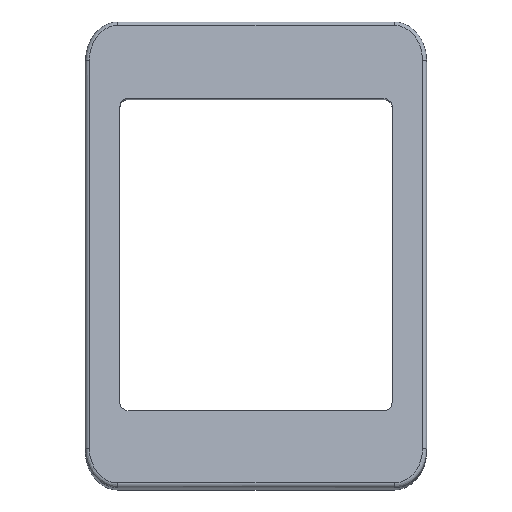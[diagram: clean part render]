
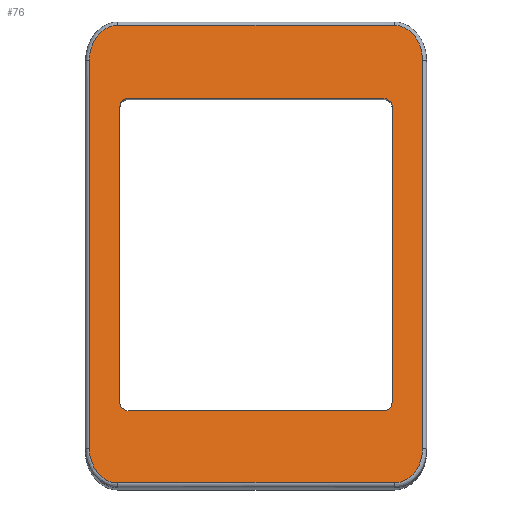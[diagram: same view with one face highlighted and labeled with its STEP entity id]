
A CAD part, left-side view. The second image highlights one B-rep face of the part: STEP entity #76.
In plain terms, the highlighted planar face has unit normal (-0.985, 0, 0.174).
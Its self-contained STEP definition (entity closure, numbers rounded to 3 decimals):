
#33=FACE_BOUND('',#230,.T.);
#76=ADVANCED_FACE('',(#148,#33),#1059,.T.);
#148=FACE_OUTER_BOUND('',#229,.T.);
#229=EDGE_LOOP('',(#468,#469,#470,#471,#472,#473,#474,#475));
#230=EDGE_LOOP('',(#476,#477,#478,#479,#480,#481,#482,#483));
#468=ORIENTED_EDGE('',*,*,#688,.F.);
#469=ORIENTED_EDGE('',*,*,#689,.T.);
#470=ORIENTED_EDGE('',*,*,#692,.F.);
#471=ORIENTED_EDGE('',*,*,#694,.T.);
#472=ORIENTED_EDGE('',*,*,#697,.F.);
#473=ORIENTED_EDGE('',*,*,#700,.T.);
#474=ORIENTED_EDGE('',*,*,#703,.F.);
#475=ORIENTED_EDGE('',*,*,#706,.T.);
#476=ORIENTED_EDGE('',*,*,#714,.T.);
#477=ORIENTED_EDGE('',*,*,#708,.T.);
#478=ORIENTED_EDGE('',*,*,#718,.T.);
#479=ORIENTED_EDGE('',*,*,#709,.T.);
#480=ORIENTED_EDGE('',*,*,#723,.T.);
#481=ORIENTED_EDGE('',*,*,#710,.T.);
#482=ORIENTED_EDGE('',*,*,#727,.T.);
#483=ORIENTED_EDGE('',*,*,#711,.T.);
#688=EDGE_CURVE('',#1014,#1013,#822,.T.);
#689=EDGE_CURVE('',#1014,#1015,#823,.T.);
#692=EDGE_CURVE('',#1016,#1015,#825,.T.);
#694=EDGE_CURVE('',#1016,#1017,#826,.T.);
#697=EDGE_CURVE('',#1019,#1017,#828,.T.);
#700=EDGE_CURVE('',#1019,#1020,#830,.T.);
#703=EDGE_CURVE('',#1023,#1020,#832,.T.);
#706=EDGE_CURVE('',#1023,#1013,#834,.T.);
#708=EDGE_CURVE('',#1024,#1025,#836,.T.);
#709=EDGE_CURVE('',#1026,#1027,#837,.T.);
#710=EDGE_CURVE('',#1028,#1029,#838,.T.);
#711=EDGE_CURVE('',#1030,#1031,#839,.T.);
#714=EDGE_CURVE('',#1031,#1024,#905,.T.);
#718=EDGE_CURVE('',#1025,#1026,#907,.T.);
#723=EDGE_CURVE('',#1027,#1028,#909,.T.);
#727=EDGE_CURVE('',#1029,#1030,#911,.T.);
#822=B_SPLINE_CURVE_WITH_KNOTS('',1,(#2600,#2601),.UNSPECIFIED.,.F.,.F.,
(2,2),(0.,97.045),.UNSPECIFIED.);
#823=B_SPLINE_CURVE_WITH_KNOTS('',3,(#2602,#2603,#2604,#2605,#2606,#2607,
#2608),.UNSPECIFIED.,.F.,.F.,(4,1,1,1,4),(-12.499,-7.142,
-3.571,-1.786,0.),.UNSPECIFIED.);
#825=B_SPLINE_CURVE_WITH_KNOTS('',1,(#2619,#2620),.UNSPECIFIED.,.F.,.F.,
(2,2),(0.,68.),.UNSPECIFIED.);
#826=B_SPLINE_CURVE_WITH_KNOTS('',3,(#2624,#2625,#2626,#2627,#2628,#2629,
#2630),.UNSPECIFIED.,.F.,.F.,(4,1,1,1,4),(-12.447,-8.891,
-7.113,-3.556,0.),.UNSPECIFIED.);
#828=B_SPLINE_CURVE_WITH_KNOTS('',1,(#2641,#2642),.UNSPECIFIED.,.F.,.F.,
(2,2),(0.,97.045),.UNSPECIFIED.);
#830=B_SPLINE_CURVE_WITH_KNOTS('',3,(#2648,#2649,#2650,#2651,#2652,#2653,
#2654,#2655),.UNSPECIFIED.,.F.,.F.,(4,1,1,1,1,4),(-12.558,-8.97,
-5.382,-3.588,-1.794,0.),.UNSPECIFIED.);
#832=B_SPLINE_CURVE_WITH_KNOTS('',1,(#2667,#2668),.UNSPECIFIED.,.F.,.F.,
(2,2),(0.,68.),.UNSPECIFIED.);
#834=B_SPLINE_CURVE_WITH_KNOTS('',3,(#2674,#2675,#2676,#2677,#2678,#2679,
#2680,#2681),.UNSPECIFIED.,.F.,.F.,(4,1,1,1,1,4),(-12.558,-10.764,
-8.97,-7.176,-3.588,0.),.UNSPECIFIED.);
#836=B_SPLINE_CURVE_WITH_KNOTS('',1,(#2690,#2691),.UNSPECIFIED.,.F.,.F.,
(2,2),(0.,63.),.UNSPECIFIED.);
#837=B_SPLINE_CURVE_WITH_KNOTS('',1,(#2692,#2693),.UNSPECIFIED.,.F.,.F.,
(2,2),(0.,74.),.UNSPECIFIED.);
#838=B_SPLINE_CURVE_WITH_KNOTS('',1,(#2694,#2695),.UNSPECIFIED.,.F.,.F.,
(2,2),(0.,63.),.UNSPECIFIED.);
#839=B_SPLINE_CURVE_WITH_KNOTS('',1,(#2696,#2697),.UNSPECIFIED.,.F.,.F.,
(2,2),(0.,74.),.UNSPECIFIED.);
#905=(
BOUNDED_CURVE()
B_SPLINE_CURVE(2,(#2703,#2704,#2705),.UNSPECIFIED.,.F.,.F.)
B_SPLINE_CURVE_WITH_KNOTS((3,3),(-3.142,0.),.UNSPECIFIED.)
CURVE()
GEOMETRIC_REPRESENTATION_ITEM()
RATIONAL_B_SPLINE_CURVE((1.,0.707,1.))
REPRESENTATION_ITEM('')
);
#907=(
BOUNDED_CURVE()
B_SPLINE_CURVE(2,(#2713,#2714,#2715),.UNSPECIFIED.,.F.,.F.)
B_SPLINE_CURVE_WITH_KNOTS((3,3),(-3.142,0.),.UNSPECIFIED.)
CURVE()
GEOMETRIC_REPRESENTATION_ITEM()
RATIONAL_B_SPLINE_CURVE((1.,0.707,1.))
REPRESENTATION_ITEM('')
);
#909=(
BOUNDED_CURVE()
B_SPLINE_CURVE(2,(#2725,#2726,#2727),.UNSPECIFIED.,.F.,.F.)
B_SPLINE_CURVE_WITH_KNOTS((3,3),(-3.142,0.),.UNSPECIFIED.)
CURVE()
GEOMETRIC_REPRESENTATION_ITEM()
RATIONAL_B_SPLINE_CURVE((1.,0.707,1.))
REPRESENTATION_ITEM('')
);
#911=(
BOUNDED_CURVE()
B_SPLINE_CURVE(2,(#2735,#2736,#2737),.UNSPECIFIED.,.F.,.F.)
B_SPLINE_CURVE_WITH_KNOTS((3,3),(-3.142,0.),.UNSPECIFIED.)
CURVE()
GEOMETRIC_REPRESENTATION_ITEM()
RATIONAL_B_SPLINE_CURVE((1.,0.707,1.))
REPRESENTATION_ITEM('')
);
#1013=VERTEX_POINT('',#2204);
#1014=VERTEX_POINT('',#2205);
#1015=VERTEX_POINT('',#2206);
#1016=VERTEX_POINT('',#2207);
#1017=VERTEX_POINT('',#2208);
#1019=VERTEX_POINT('',#2210);
#1020=VERTEX_POINT('',#2211);
#1023=VERTEX_POINT('',#2214);
#1024=VERTEX_POINT('',#2215);
#1025=VERTEX_POINT('',#2216);
#1026=VERTEX_POINT('',#2217);
#1027=VERTEX_POINT('',#2218);
#1028=VERTEX_POINT('',#2219);
#1029=VERTEX_POINT('',#2220);
#1030=VERTEX_POINT('',#2221);
#1031=VERTEX_POINT('',#2222);
#1059=PLANE('',#1151);
#1151=AXIS2_PLACEMENT_3D('',#1862,#1176,$);
#1176=DIRECTION('',(-0.985,0.,0.174));
#1862=CARTESIAN_POINT('',(-43.847,101.45,-64.079));
#2204=CARTESIAN_POINT('',(-23.495,93.13,51.342));
#2205=CARTESIAN_POINT('',(-40.346,93.13,-44.228));
#2206=CARTESIAN_POINT('',(-41.836,86.13,-52.677));
#2207=CARTESIAN_POINT('',(-41.836,18.13,-52.677));
#2208=CARTESIAN_POINT('',(-40.346,11.13,-44.228));
#2210=CARTESIAN_POINT('',(-23.495,11.13,51.342));
#2211=CARTESIAN_POINT('',(-21.973,18.13,59.975));
#2214=CARTESIAN_POINT('',(-21.973,86.13,59.975));
#2215=CARTESIAN_POINT('',(-38.693,20.63,-34.85));
#2216=CARTESIAN_POINT('',(-38.693,83.63,-34.85));
#2217=CARTESIAN_POINT('',(-38.346,85.63,-32.881));
#2218=CARTESIAN_POINT('',(-25.496,85.63,39.995));
#2219=CARTESIAN_POINT('',(-25.148,83.63,41.965));
#2220=CARTESIAN_POINT('',(-25.148,20.63,41.965));
#2221=CARTESIAN_POINT('',(-25.496,18.63,39.995));
#2222=CARTESIAN_POINT('',(-38.346,18.63,-32.881));
#2600=CARTESIAN_POINT('',(-40.346,93.13,-44.228));
#2601=CARTESIAN_POINT('',(-23.495,93.13,51.342));
#2602=CARTESIAN_POINT('',(-40.346,93.13,-44.228));
#2603=CARTESIAN_POINT('',(-40.651,93.13,-45.953));
#2604=CARTESIAN_POINT('',(-41.16,92.405,-48.844));
#2605=CARTESIAN_POINT('',(-41.626,90.008,-51.483));
#2606=CARTESIAN_POINT('',(-41.804,87.88,-52.497));
#2607=CARTESIAN_POINT('',(-41.836,86.714,-52.677));
#2608=CARTESIAN_POINT('',(-41.836,86.13,-52.677));
#2619=CARTESIAN_POINT('',(-41.836,18.13,-52.677));
#2620=CARTESIAN_POINT('',(-41.836,86.13,-52.677));
#2624=CARTESIAN_POINT('',(-41.836,18.13,-52.677));
#2625=CARTESIAN_POINT('',(-41.836,16.962,-52.677));
#2626=CARTESIAN_POINT('',(-41.737,15.231,-52.117));
#2627=CARTESIAN_POINT('',(-41.403,13.007,-50.218));
#2628=CARTESIAN_POINT('',(-40.955,11.518,-47.679));
#2629=CARTESIAN_POINT('',(-40.549,11.13,-45.378));
#2630=CARTESIAN_POINT('',(-40.346,11.13,-44.228));
#2641=CARTESIAN_POINT('',(-23.495,11.13,51.342));
#2642=CARTESIAN_POINT('',(-40.346,11.13,-44.228));
#2648=CARTESIAN_POINT('',(-23.495,11.13,51.342));
#2649=CARTESIAN_POINT('',(-23.289,11.13,52.507));
#2650=CARTESIAN_POINT('',(-22.879,11.51,54.836));
#2651=CARTESIAN_POINT('',(-22.422,12.977,57.429));
#2652=CARTESIAN_POINT('',(-22.146,14.755,58.995));
#2653=CARTESIAN_POINT('',(-22.006,16.357,59.785));
#2654=CARTESIAN_POINT('',(-21.973,17.539,59.975));
#2655=CARTESIAN_POINT('',(-21.973,18.13,59.975));
#2667=CARTESIAN_POINT('',(-21.973,86.13,59.975));
#2668=CARTESIAN_POINT('',(-21.973,18.13,59.975));
#2674=CARTESIAN_POINT('',(-21.973,86.13,59.975));
#2675=CARTESIAN_POINT('',(-21.973,86.721,59.975));
#2676=CARTESIAN_POINT('',(-22.006,87.904,59.785));
#2677=CARTESIAN_POINT('',(-22.146,89.505,58.994));
#2678=CARTESIAN_POINT('',(-22.422,91.283,57.429));
#2679=CARTESIAN_POINT('',(-22.879,92.75,54.836));
#2680=CARTESIAN_POINT('',(-23.289,93.13,52.507));
#2681=CARTESIAN_POINT('',(-23.495,93.13,51.342));
#2690=CARTESIAN_POINT('',(-38.693,20.63,-34.85));
#2691=CARTESIAN_POINT('',(-38.693,83.63,-34.85));
#2692=CARTESIAN_POINT('',(-38.346,85.63,-32.881));
#2693=CARTESIAN_POINT('',(-25.496,85.63,39.995));
#2694=CARTESIAN_POINT('',(-25.148,83.63,41.965));
#2695=CARTESIAN_POINT('',(-25.148,20.63,41.965));
#2696=CARTESIAN_POINT('',(-25.496,18.63,39.995));
#2697=CARTESIAN_POINT('',(-38.346,18.63,-32.881));
#2703=CARTESIAN_POINT('',(-38.346,18.63,-32.881));
#2704=CARTESIAN_POINT('',(-38.693,18.63,-34.85));
#2705=CARTESIAN_POINT('',(-38.693,20.63,-34.85));
#2713=CARTESIAN_POINT('',(-38.693,83.63,-34.85));
#2714=CARTESIAN_POINT('',(-38.693,85.63,-34.85));
#2715=CARTESIAN_POINT('',(-38.346,85.63,-32.881));
#2725=CARTESIAN_POINT('',(-25.496,85.63,39.995));
#2726=CARTESIAN_POINT('',(-25.148,85.63,41.965));
#2727=CARTESIAN_POINT('',(-25.148,83.63,41.965));
#2735=CARTESIAN_POINT('',(-25.148,20.63,41.965));
#2736=CARTESIAN_POINT('',(-25.148,18.63,41.965));
#2737=CARTESIAN_POINT('',(-25.496,18.63,39.995));
